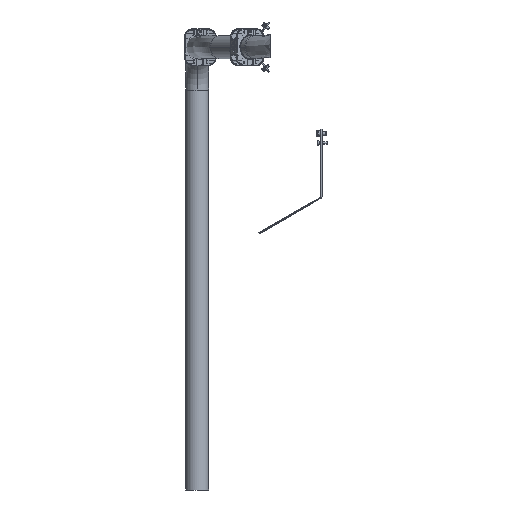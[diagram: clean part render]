
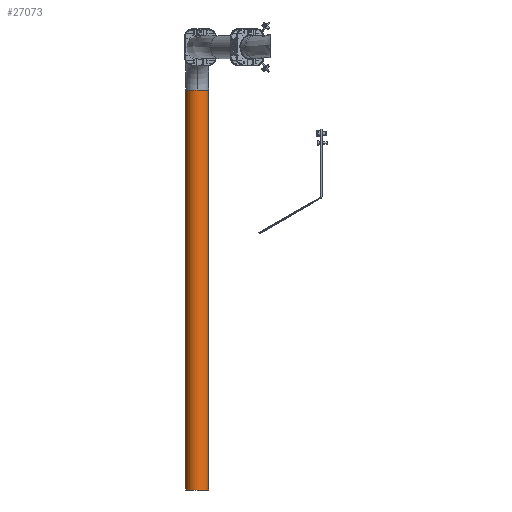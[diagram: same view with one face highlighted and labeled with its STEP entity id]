
A CAD part, left-side view. The second image highlights one B-rep face of the part: STEP entity #27073.
In plain terms, the highlighted cylindrical face has radius 40 mm (diameter 80 mm), a partial arc.
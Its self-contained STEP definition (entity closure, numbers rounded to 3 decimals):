
#1788 = CARTESIAN_POINT ( 'NONE',  ( 2290.366, 295.174, 2110. ) ) ;
#2361 = EDGE_CURVE ( 'NONE', #46625, #64487, #58181, .T. ) ;
#3229 = DIRECTION ( 'NONE',  ( 0., 0., 1. ) ) ;
#16308 = DIRECTION ( 'NONE',  ( 0., 1., 0. ) ) ;
#16587 = DIRECTION ( 'NONE',  ( 0., 0., 1. ) ) ;
#22750 = EDGE_CURVE ( 'NONE', #76868, #33606, #36531, .T. ) ;
#26089 = EDGE_CURVE ( 'NONE', #33606, #64487, #117799, .T. ) ;
#26350 = ORIENTED_EDGE ( 'NONE', *, *, #22750, .F. ) ;
#27073 = ADVANCED_FACE ( 'NONE', ( #130728 ), #91734, .T. ) ;
#30097 = CARTESIAN_POINT ( 'NONE',  ( 2290.366, 335.174, 710. ) ) ;
#33606 = VERTEX_POINT ( 'NONE', #56938 ) ;
#34017 = AXIS2_PLACEMENT_3D ( 'NONE', #66717, #3229, #77654 ) ;
#36531 = CIRCLE ( 'NONE', #150255, 40. ) ;
#46625 = VERTEX_POINT ( 'NONE', #75152 ) ;
#56295 = CARTESIAN_POINT ( 'NONE',  ( 2290.366, 375.174, 2110. ) ) ;
#56911 = ORIENTED_EDGE ( 'NONE', *, *, #26089, .F. ) ;
#56938 = CARTESIAN_POINT ( 'NONE',  ( 2290.366, 295.174, 2110. ) ) ;
#58181 = CIRCLE ( 'NONE', #150284, 40. ) ;
#60122 = EDGE_CURVE ( 'NONE', #107192, #76868, #66481, .T. ) ;
#62415 = ORIENTED_EDGE ( 'NONE', *, *, #117617, .T. ) ;
#63172 = CARTESIAN_POINT ( 'NONE',  ( 2290.366, 375.174, 2110. ) ) ;
#64487 = VERTEX_POINT ( 'NONE', #137515 ) ;
#64879 = DIRECTION ( 'NONE',  ( 1., 0., 0. ) ) ;
#66481 = CIRCLE ( 'NONE', #34017, 40. ) ;
#66717 = CARTESIAN_POINT ( 'NONE',  ( 2290.366, 335.174, 2110. ) ) ;
#68249 = DIRECTION ( 'NONE',  ( 1., 0., 0. ) ) ;
#75152 = CARTESIAN_POINT ( 'NONE',  ( 2290.366, 375.174, 710. ) ) ;
#76868 = VERTEX_POINT ( 'NONE', #137666 ) ;
#77654 = DIRECTION ( 'NONE',  ( 1., 0., 0. ) ) ;
#78338 = CARTESIAN_POINT ( 'NONE',  ( 2290.366, 335.174, 2110. ) ) ;
#79438 = EDGE_LOOP ( 'NONE', ( #56911, #26350, #143240, #62415, #125855 ) ) ;
#80598 = DIRECTION ( 'NONE',  ( 0., 0., -1. ) ) ;
#84010 = VECTOR ( 'NONE', #88624, 1000. ) ;
#88624 = DIRECTION ( 'NONE',  ( 0., 0., -1. ) ) ;
#91734 = CYLINDRICAL_SURFACE ( 'NONE', #92279, 40. ) ;
#92279 = AXIS2_PLACEMENT_3D ( 'NONE', #103588, #80598, #16308 ) ;
#100896 = DIRECTION ( 'NONE',  ( 0., 0., -1. ) ) ;
#103588 = CARTESIAN_POINT ( 'NONE',  ( 2290.366, 335.174, 2110. ) ) ;
#107192 = VERTEX_POINT ( 'NONE', #56295 ) ;
#117617 = EDGE_CURVE ( 'NONE', #107192, #46625, #165645, .T. ) ;
#117799 = LINE ( 'NONE', #1788, #148875 ) ;
#125855 = ORIENTED_EDGE ( 'NONE', *, *, #2361, .T. ) ;
#130728 = FACE_OUTER_BOUND ( 'NONE', #79438, .T. ) ;
#137515 = CARTESIAN_POINT ( 'NONE',  ( 2290.366, 295.174, 710. ) ) ;
#137666 = CARTESIAN_POINT ( 'NONE',  ( 2250.366, 335.174, 2110. ) ) ;
#143240 = ORIENTED_EDGE ( 'NONE', *, *, #60122, .F. ) ;
#148875 = VECTOR ( 'NONE', #100896, 1000. ) ;
#150255 = AXIS2_PLACEMENT_3D ( 'NONE', #78338, #154620, #64879 ) ;
#150284 = AXIS2_PLACEMENT_3D ( 'NONE', #30097, #16587, #68249 ) ;
#154620 = DIRECTION ( 'NONE',  ( 0., 0., 1. ) ) ;
#165645 = LINE ( 'NONE', #63172, #84010 ) ;
